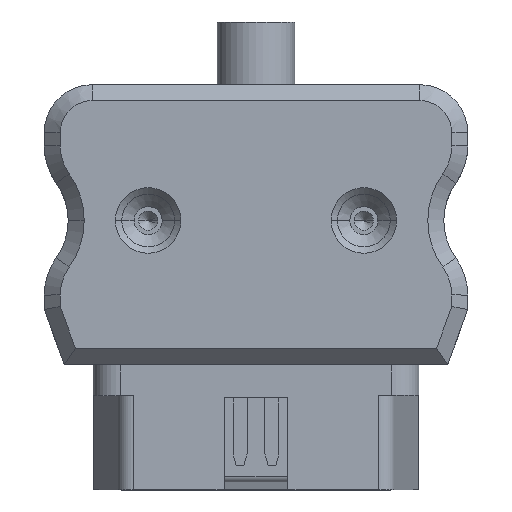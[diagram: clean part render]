
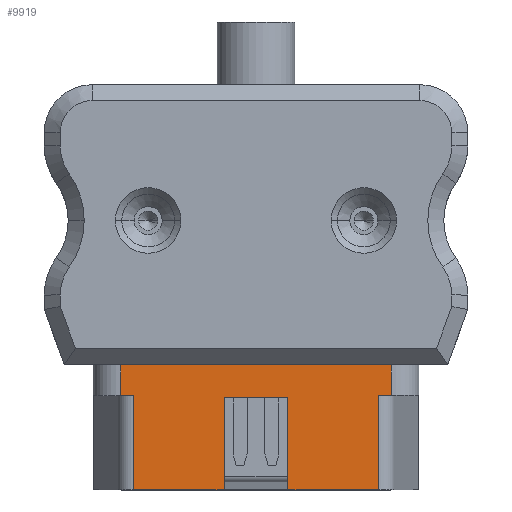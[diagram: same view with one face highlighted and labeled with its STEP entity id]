
A CAD part, top view. The second image highlights one B-rep face of the part: STEP entity #9919.
In plain terms, the highlighted face is planar.
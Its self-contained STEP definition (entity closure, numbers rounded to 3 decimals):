
#133 = LINE ( 'NONE', #11663, #5687 ) ;
#304 = CARTESIAN_POINT ( 'NONE',  ( -4., 8.6, 0.878 ) ) ;
#561 = VERTEX_POINT ( 'NONE', #9211 ) ;
#593 = ORIENTED_EDGE ( 'NONE', *, *, #2007, .F. ) ;
#614 = ORIENTED_EDGE ( 'NONE', *, *, #5029, .F. ) ;
#686 = EDGE_CURVE ( 'NONE', #561, #5997, #5722, .T. ) ;
#803 = VERTEX_POINT ( 'NONE', #3034 ) ;
#1299 = LINE ( 'NONE', #11845, #12624 ) ;
#1369 = VERTEX_POINT ( 'NONE', #6650 ) ;
#1403 = CARTESIAN_POINT ( 'NONE',  ( -20.4, 8.6, 8.7 ) ) ;
#1452 = CARTESIAN_POINT ( 'NONE',  ( -4., 8.6, 20.5 ) ) ;
#1550 = VECTOR ( 'NONE', #3014, 1000. ) ;
#1640 = VECTOR ( 'NONE', #3062, 1000. ) ;
#1695 = LINE ( 'NONE', #3697, #8523 ) ;
#1754 = EDGE_CURVE ( 'NONE', #12812, #10551, #9542, .T. ) ;
#1982 = LINE ( 'NONE', #12543, #1550 ) ;
#2007 = EDGE_CURVE ( 'NONE', #15050, #12812, #12539, .T. ) ;
#2018 = DIRECTION ( 'NONE',  ( 0., 0., 1. ) ) ;
#2084 = DIRECTION ( 'NONE',  ( 0., 0., 1. ) ) ;
#2314 = DIRECTION ( 'NONE',  ( 0., 0., -1. ) ) ;
#2392 = PLANE ( 'NONE',  #2551 ) ;
#2440 = VECTOR ( 'NONE', #5899, 1000. ) ;
#2551 = AXIS2_PLACEMENT_3D ( 'NONE', #7828, #14706, #6510 ) ;
#2710 = VECTOR ( 'NONE', #13718, 1000. ) ;
#2746 = FACE_OUTER_BOUND ( 'NONE', #12174, .T. ) ;
#2756 = CARTESIAN_POINT ( 'NONE',  ( 16.9, 8.6, 8.7 ) ) ;
#2768 = ORIENTED_EDGE ( 'NONE', *, *, #7519, .F. ) ;
#2823 = LINE ( 'NONE', #6478, #13721 ) ;
#3014 = DIRECTION ( 'NONE',  ( 0., 0., 1. ) ) ;
#3034 = CARTESIAN_POINT ( 'NONE',  ( 15.326, 8.6, 8.7 ) ) ;
#3062 = DIRECTION ( 'NONE',  ( 0., 0., 1. ) ) ;
#3168 = VECTOR ( 'NONE', #12360, 1000. ) ;
#3401 = CARTESIAN_POINT ( 'NONE',  ( 4., 8.6, 0.878 ) ) ;
#3463 = DIRECTION ( 'NONE',  ( 1., 0., 0. ) ) ;
#3465 = CARTESIAN_POINT ( 'NONE',  ( -4., 8.6, 0. ) ) ;
#3697 = CARTESIAN_POINT ( 'NONE',  ( 15.326, 8.6, 4.7 ) ) ;
#3702 = DIRECTION ( 'NONE',  ( -1., 0., 0. ) ) ;
#3982 = EDGE_CURVE ( 'NONE', #11825, #10551, #8812, .T. ) ;
#4224 = CARTESIAN_POINT ( 'NONE',  ( -4., 8.6, 2.7 ) ) ;
#4385 = VECTOR ( 'NONE', #7719, 1000. ) ;
#5029 = EDGE_CURVE ( 'NONE', #13125, #13020, #1299, .T. ) ;
#5110 = VERTEX_POINT ( 'NONE', #11909 ) ;
#5118 = VECTOR ( 'NONE', #2084, 1000. ) ;
#5235 = LINE ( 'NONE', #5491, #12054 ) ;
#5372 = ORIENTED_EDGE ( 'NONE', *, *, #9869, .T. ) ;
#5491 = CARTESIAN_POINT ( 'NONE',  ( -20.4, 8.6, 8.7 ) ) ;
#5687 = VECTOR ( 'NONE', #3463, 1000. ) ;
#5722 = LINE ( 'NONE', #16396, #12978 ) ;
#5899 = DIRECTION ( 'NONE',  ( 0., 0., 1. ) ) ;
#5997 = VERTEX_POINT ( 'NONE', #12768 ) ;
#6325 = LINE ( 'NONE', #1403, #2710 ) ;
#6334 = CARTESIAN_POINT ( 'NONE',  ( -20.4, 8.6, 2.7 ) ) ;
#6478 = CARTESIAN_POINT ( 'NONE',  ( -20.4, 8.6, 2.7 ) ) ;
#6510 = DIRECTION ( 'NONE',  ( 0., 0., -1. ) ) ;
#6540 = ORIENTED_EDGE ( 'NONE', *, *, #15350, .T. ) ;
#6632 = VERTEX_POINT ( 'NONE', #10301 ) ;
#6650 = CARTESIAN_POINT ( 'NONE',  ( -16.9, 8.6, 2.7 ) ) ;
#6869 = CARTESIAN_POINT ( 'NONE',  ( -15.326, 8.6, 8.7 ) ) ;
#6923 = EDGE_CURVE ( 'NONE', #8208, #803, #5235, .T. ) ;
#6944 = CARTESIAN_POINT ( 'NONE',  ( -16.861, 8.6, 20.5 ) ) ;
#7519 = EDGE_CURVE ( 'NONE', #5997, #5110, #1982, .T. ) ;
#7551 = ORIENTED_EDGE ( 'NONE', *, *, #3982, .T. ) ;
#7559 = LINE ( 'NONE', #14545, #4385 ) ;
#7719 = DIRECTION ( 'NONE',  ( 0., 0., -1. ) ) ;
#7828 = CARTESIAN_POINT ( 'NONE',  ( -20.4, 8.6, 4.7 ) ) ;
#7857 = DIRECTION ( 'NONE',  ( -1., 0., 0. ) ) ;
#8119 = CARTESIAN_POINT ( 'NONE',  ( 16.9, 8.6, 2.7 ) ) ;
#8200 = DIRECTION ( 'NONE',  ( 1., 0., 0. ) ) ;
#8208 = VERTEX_POINT ( 'NONE', #2756 ) ;
#8509 = CARTESIAN_POINT ( 'NONE',  ( -4., 8.6, 9. ) ) ;
#8523 = VECTOR ( 'NONE', #2314, 1000. ) ;
#8811 = VECTOR ( 'NONE', #2018, 1000. ) ;
#8812 = LINE ( 'NONE', #15444, #2440 ) ;
#8989 = EDGE_CURVE ( 'NONE', #13370, #5110, #9021, .T. ) ;
#9001 = CARTESIAN_POINT ( 'NONE',  ( 15.326, 8.6, 20.5 ) ) ;
#9021 = LINE ( 'NONE', #6334, #15860 ) ;
#9148 = LINE ( 'NONE', #3465, #5118 ) ;
#9211 = CARTESIAN_POINT ( 'NONE',  ( -4., 8.6, 0. ) ) ;
#9426 = CARTESIAN_POINT ( 'NONE',  ( 4., 8.6, 9. ) ) ;
#9542 = LINE ( 'NONE', #6944, #3168 ) ;
#9631 = EDGE_CURVE ( 'NONE', #16963, #1369, #2823, .T. ) ;
#9869 = EDGE_CURVE ( 'NONE', #1369, #6632, #10833, .T. ) ;
#9919 = ADVANCED_FACE ( 'NONE', ( #2746 ), #2392, .F. ) ;
#10301 = CARTESIAN_POINT ( 'NONE',  ( -16.9, 8.6, 8.7 ) ) ;
#10551 = VERTEX_POINT ( 'NONE', #17411 ) ;
#10701 = EDGE_CURVE ( 'NONE', #11825, #6632, #6325, .T. ) ;
#10833 = LINE ( 'NONE', #12622, #17681 ) ;
#11663 = CARTESIAN_POINT ( 'NONE',  ( -4., 8.6, 9. ) ) ;
#11735 = DIRECTION ( 'NONE',  ( -1., 0., 0. ) ) ;
#11825 = VERTEX_POINT ( 'NONE', #6869 ) ;
#11845 = CARTESIAN_POINT ( 'NONE',  ( -16.861, 8.6, 20.5 ) ) ;
#11909 = CARTESIAN_POINT ( 'NONE',  ( 4., 8.6, 2.7 ) ) ;
#11963 = EDGE_CURVE ( 'NONE', #14265, #13020, #16534, .T. ) ;
#12050 = ORIENTED_EDGE ( 'NONE', *, *, #9631, .T. ) ;
#12054 = VECTOR ( 'NONE', #12274, 1000. ) ;
#12174 = EDGE_LOOP ( 'NONE', ( #13913, #593, #6540, #13597, #614, #13457, #16974, #12661, #15623, #2768, #13381, #14798, #12050, #5372, #12973, #7551 ) ) ;
#12274 = DIRECTION ( 'NONE',  ( -1., 0., 0. ) ) ;
#12360 = DIRECTION ( 'NONE',  ( -1., 0., 0. ) ) ;
#12539 = LINE ( 'NONE', #304, #1640 ) ;
#12543 = CARTESIAN_POINT ( 'NONE',  ( 4., 8.6, 0. ) ) ;
#12622 = CARTESIAN_POINT ( 'NONE',  ( -16.9, 8.6, 4.7 ) ) ;
#12624 = VECTOR ( 'NONE', #3702, 1000. ) ;
#12661 = ORIENTED_EDGE ( 'NONE', *, *, #15956, .T. ) ;
#12768 = CARTESIAN_POINT ( 'NONE',  ( 4., 8.6, 0. ) ) ;
#12812 = VERTEX_POINT ( 'NONE', #1452 ) ;
#12973 = ORIENTED_EDGE ( 'NONE', *, *, #10701, .F. ) ;
#12978 = VECTOR ( 'NONE', #8200, 1000. ) ;
#13020 = VERTEX_POINT ( 'NONE', #15531 ) ;
#13125 = VERTEX_POINT ( 'NONE', #9001 ) ;
#13370 = VERTEX_POINT ( 'NONE', #8119 ) ;
#13381 = ORIENTED_EDGE ( 'NONE', *, *, #686, .F. ) ;
#13457 = ORIENTED_EDGE ( 'NONE', *, *, #13772, .T. ) ;
#13597 = ORIENTED_EDGE ( 'NONE', *, *, #11963, .T. ) ;
#13718 = DIRECTION ( 'NONE',  ( -1., 0., 0. ) ) ;
#13721 = VECTOR ( 'NONE', #7857, 1000. ) ;
#13772 = EDGE_CURVE ( 'NONE', #13125, #803, #1695, .T. ) ;
#13913 = ORIENTED_EDGE ( 'NONE', *, *, #1754, .F. ) ;
#14010 = DIRECTION ( 'NONE',  ( 0., 0., 1. ) ) ;
#14265 = VERTEX_POINT ( 'NONE', #9426 ) ;
#14545 = CARTESIAN_POINT ( 'NONE',  ( 16.9, 8.6, 4.7 ) ) ;
#14706 = DIRECTION ( 'NONE',  ( 0., -1., 0. ) ) ;
#14798 = ORIENTED_EDGE ( 'NONE', *, *, #17659, .T. ) ;
#15050 = VERTEX_POINT ( 'NONE', #8509 ) ;
#15350 = EDGE_CURVE ( 'NONE', #15050, #14265, #133, .T. ) ;
#15444 = CARTESIAN_POINT ( 'NONE',  ( -15.326, 8.6, 4.7 ) ) ;
#15531 = CARTESIAN_POINT ( 'NONE',  ( 4., 8.6, 20.5 ) ) ;
#15623 = ORIENTED_EDGE ( 'NONE', *, *, #8989, .T. ) ;
#15860 = VECTOR ( 'NONE', #11735, 1000. ) ;
#15956 = EDGE_CURVE ( 'NONE', #8208, #13370, #7559, .T. ) ;
#16396 = CARTESIAN_POINT ( 'NONE',  ( -4., 8.6, 0. ) ) ;
#16534 = LINE ( 'NONE', #3401, #8811 ) ;
#16963 = VERTEX_POINT ( 'NONE', #4224 ) ;
#16974 = ORIENTED_EDGE ( 'NONE', *, *, #6923, .F. ) ;
#17411 = CARTESIAN_POINT ( 'NONE',  ( -15.326, 8.6, 20.5 ) ) ;
#17659 = EDGE_CURVE ( 'NONE', #561, #16963, #9148, .T. ) ;
#17681 = VECTOR ( 'NONE', #14010, 1000. ) ;
